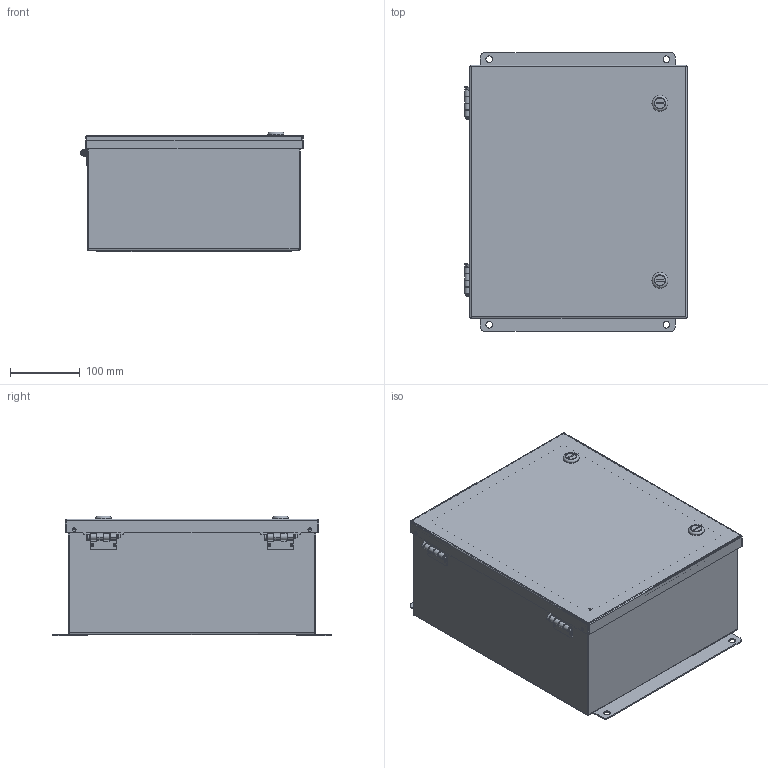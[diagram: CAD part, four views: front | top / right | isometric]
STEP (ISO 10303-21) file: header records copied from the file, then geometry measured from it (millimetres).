
FILE_DESCRIPTION( ( 'Unknown' ), '1' );
FILE_NAME( 'SR141206_SATIN-COAT-STEEL.stp', 'Unknown', ( 'Unknown' ), ( 'Unknown' ), 'PSStep 16.0.42', 'Unknown', ' ' );
FILE_SCHEMA( ( 'AUTOMOTIVE_DESIGN { 1 0 10303 214 1 1 1 1 }' ) );
Length unit declared in the file: millimetre
Products named in the file (25): LOCK AVEC TOURNEVIS TYPE 4-12 SANS CAME-oa8; HOSING-oa0; INSERT POUR TOURNEVIS-oa1; NOIX DE FIXATION-oa2; Oring-oa3; Oring-oa4; SEAL BLANC-oa5; STOPPER DESSOUS-oa6; VIS DE RETENUE DE LA CAME-oa7; A16RS; CAME RS; SR1412_16GA_COUVERCLE; SR1412_GASKET; 10-32 x 0.500 AC_CD 201-008-772; TIGE-S_RICCI; SR1412C_16GA; SR141206-MONO_16GA_BOITIER; SRXX12P_14GA; SR141206B-MONO_16GA; 0.250-20 x 0.500.SS_CKL 118-504-201; S_Ricci-01; Assem1; SR1412BP_14GA; FW_0.2500; HN_0.2500
Assembly tree (37 placements, depth 5):
  Assem1
    SR1412BP_14GA
    FW_0.2500  x4
    HN_0.2500  x4
    SR141206-MONO_16GA_BOITIER
      SRXX12P_14GA  x2
      SR141206B-MONO_16GA
      0.250-20 x 0.500.SS_CKL 118-504-201  x4
      S_Ricci-01  x2
    SR1412_16GA_COUVERCLE
      SR1412_GASKET
      10-32 x 0.500 AC_CD 201-008-772
      TIGE-S_RICCI  x2
      SR1412C_16GA
      A16RS  x2
        CAME RS
        LOCK AVEC TOURNEVIS TYPE 4-12 SANS CAME-oa8
          HOSING-oa0
          INSERT POUR TOURNEVIS-oa1
          NOIX DE FIXATION-oa2
          Oring-oa3
          Oring-oa4
          SEAL BLANC-oa5
          STOPPER DESSOUS-oa6
          VIS DE RETENUE DE LA CAME-oa7
Bounding box: 319.75 x 400.05 x 171.84 mm (x, y, z)
Volume: 1110826 mm3; surface area: 1270468.7 mm2
Topology: 41 solids, 41 shells, 2145 faces, 5215 edges, 3305 vertices
Faces by surface type: plane 1205, cylinder 421, bspline 236, extrusion 140, cone 61, torus 60, sphere 22
Full cylindrical faces by diameter (mm): 0.346 x2, 0.508 x1, 0.794 x4, 3.023 x5, 3.162 x4, 3.175 x9, 3.302 x4, 4.293 x2, 4.42 x2, 4.826 x1, 5.105 x2, 5.563 x4, 5.588 x4, 5.715 x4, 5.994 x4, 6.096 x4, 6.35 x8, 6.502 x1, 6.985 x2, 7.137 x4, 9.525 x4, 9.881 x2, 10.084 x2, 11.1 x4, 11.176 x2, 11.862 x2, 12.192 x2, 12.827 x2, 15.748 x2, 15.799 x2
Entity records: 91309 total; most frequent: CARTESIAN_POINT 46563, ORIENTED_EDGE 7038, DIRECTION 5478, EDGE_CURVE 3519, VERTEX_POINT 2319, EDGE_LOOP 1838, AXIS2_PLACEMENT_3D 1833, VECTOR 1812
